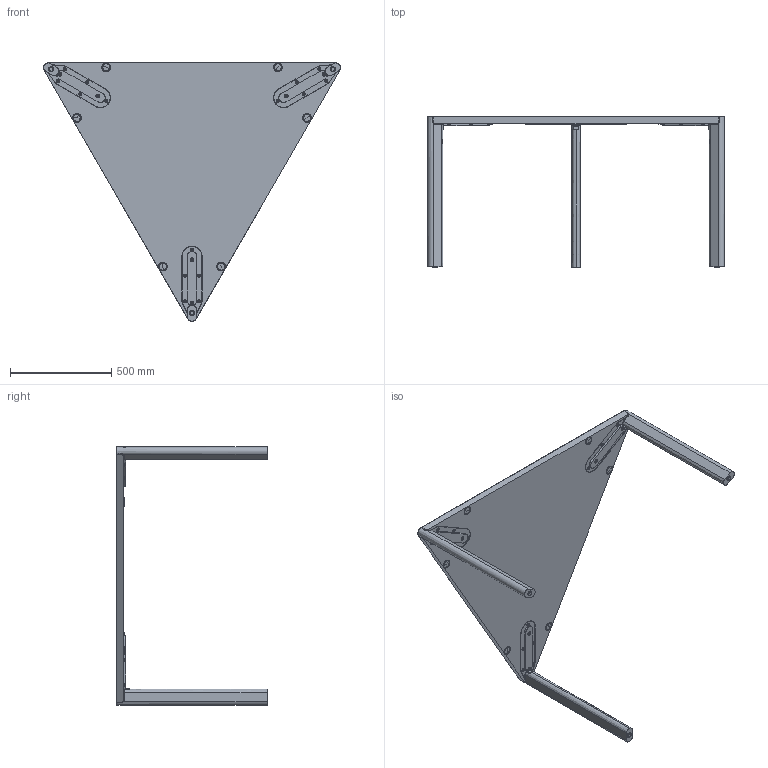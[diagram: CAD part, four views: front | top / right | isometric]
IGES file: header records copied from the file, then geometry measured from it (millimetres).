
Start section: SolidWorks IGES file using analytic representation for surfaces
Global section: file name: Arco-Move-Triangular_1-HofmanDujardin-3Dfile.IGS; native system: SolidWorks 2022; preprocessor: SolidWorks 2022; author: jellisg; date: 230329.115222; units: millimetre
Bounding box: 1469.32 x 750 x 1279.5 mm (x, y, z)
Surface area: 2690853.6 mm2 (no closed solid volume)
Topology: 0 solids, 0 shells, 336 faces, 5306 edges, 5294 vertices
Faces by surface type: bspline 177, revolution 159
